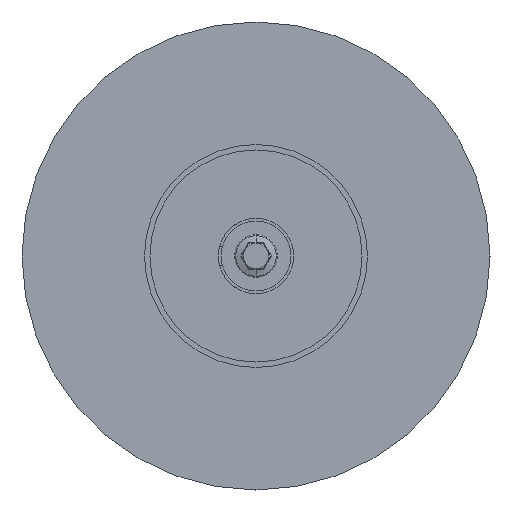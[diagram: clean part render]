
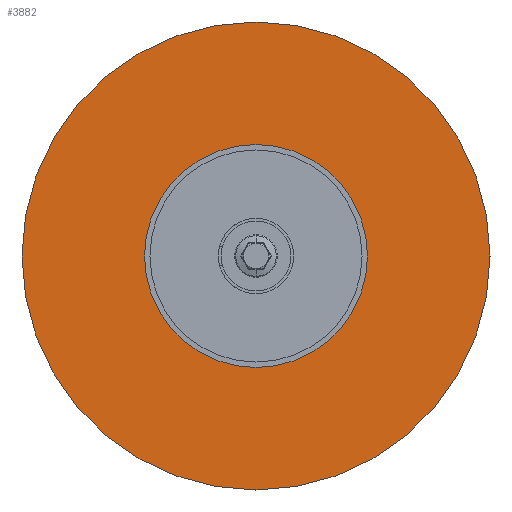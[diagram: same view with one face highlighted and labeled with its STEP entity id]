
A CAD part, left-side view. The second image highlights one B-rep face of the part: STEP entity #3882.
In plain terms, the highlighted planar face has unit normal (-1, 0, 0).
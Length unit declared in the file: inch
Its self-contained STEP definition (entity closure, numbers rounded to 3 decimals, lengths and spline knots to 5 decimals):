
#157 = ORIENTED_EDGE ( 'NONE', *, *, #3833, .T. ) ;
#321 = CIRCLE ( 'NONE', #1258, 3.687 ) ;
#369 = DIRECTION ( 'NONE',  ( -1., 0., 0. ) ) ;
#416 = DIRECTION ( 'NONE',  ( 0., 1., 0. ) ) ;
#675 = AXIS2_PLACEMENT_3D ( 'NONE', #5713, #781, #2972 ) ;
#781 = DIRECTION ( 'NONE',  ( 1., 0., 0. ) ) ;
#861 = DIRECTION ( 'NONE',  ( 0., 1., 0. ) ) ;
#1177 = DIRECTION ( 'NONE',  ( -1., 0., 0. ) ) ;
#1252 = AXIS2_PLACEMENT_3D ( 'NONE', #3156, #5366, #416 ) ;
#1258 = AXIS2_PLACEMENT_3D ( 'NONE', #6103, #1177, #3361 ) ;
#1395 = PLANE ( 'NONE',  #4356 ) ;
#1455 = EDGE_CURVE ( 'NONE', #4488, #5940, #6471, .T. ) ;
#2012 = VERTEX_POINT ( 'NONE', #7074 ) ;
#2098 = EDGE_CURVE ( 'NONE', #5940, #4488, #321, .T. ) ;
#2236 = ORIENTED_EDGE ( 'NONE', *, *, #3553, .T. ) ;
#2575 = DIRECTION ( 'NONE',  ( 0., -1., 0. ) ) ;
#2686 = CARTESIAN_POINT ( 'NONE',  ( -1.937, 1.67103, 0. ) ) ;
#2741 = EDGE_LOOP ( 'NONE', ( #2236, #157 ) ) ;
#2972 = DIRECTION ( 'NONE',  ( 0., 1., 0. ) ) ;
#3156 = CARTESIAN_POINT ( 'NONE',  ( -1.937, 0., 0. ) ) ;
#3361 = DIRECTION ( 'NONE',  ( 0., -1., 0. ) ) ;
#3553 = EDGE_CURVE ( 'NONE', #4035, #2012, #4348, .T. ) ;
#3581 = CARTESIAN_POINT ( 'NONE',  ( -1.937, 0., 0. ) ) ;
#3693 = ORIENTED_EDGE ( 'NONE', *, *, #2098, .T. ) ;
#3833 = EDGE_CURVE ( 'NONE', #2012, #4035, #6879, .T. ) ;
#3882 = ADVANCED_FACE ( 'NONE', ( #4123, #6321 ), #1395, .F. ) ;
#3935 = ORIENTED_EDGE ( 'NONE', *, *, #1455, .T. ) ;
#4035 = VERTEX_POINT ( 'NONE', #2686 ) ;
#4123 = FACE_BOUND ( 'NONE', #2741, .T. ) ;
#4218 = EDGE_LOOP ( 'NONE', ( #3935, #3693 ) ) ;
#4348 = CIRCLE ( 'NONE', #1252, 1.67103 ) ;
#4356 = AXIS2_PLACEMENT_3D ( 'NONE', #3581, #5783, #861 ) ;
#4488 = VERTEX_POINT ( 'NONE', #6517 ) ;
#5312 = CARTESIAN_POINT ( 'NONE',  ( -1.937, 0., 0. ) ) ;
#5366 = DIRECTION ( 'NONE',  ( 1., 0., 0. ) ) ;
#5494 = AXIS2_PLACEMENT_3D ( 'NONE', #5312, #369, #2575 ) ;
#5713 = CARTESIAN_POINT ( 'NONE',  ( -1.937, 0., 0. ) ) ;
#5783 = DIRECTION ( 'NONE',  ( 1., 0., 0. ) ) ;
#5940 = VERTEX_POINT ( 'NONE', #7121 ) ;
#6103 = CARTESIAN_POINT ( 'NONE',  ( -1.937, 0., 0. ) ) ;
#6321 = FACE_OUTER_BOUND ( 'NONE', #4218, .T. ) ;
#6471 = CIRCLE ( 'NONE', #5494, 3.687 ) ;
#6517 = CARTESIAN_POINT ( 'NONE',  ( -1.937, -3.687, 0. ) ) ;
#6879 = CIRCLE ( 'NONE', #675, 1.67103 ) ;
#7074 = CARTESIAN_POINT ( 'NONE',  ( -1.937, -1.67103, 0. ) ) ;
#7121 = CARTESIAN_POINT ( 'NONE',  ( -1.937, 3.687, 0. ) ) ;
